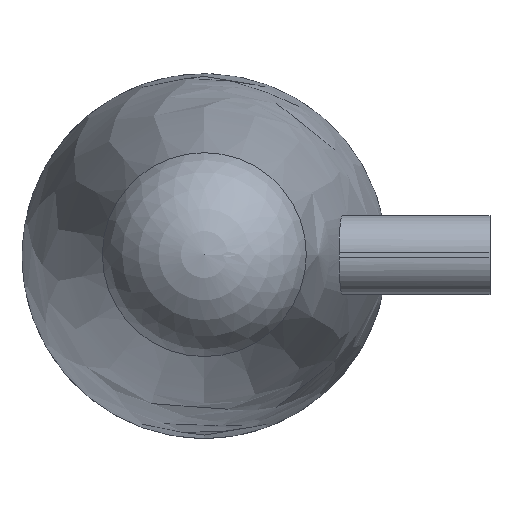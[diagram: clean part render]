
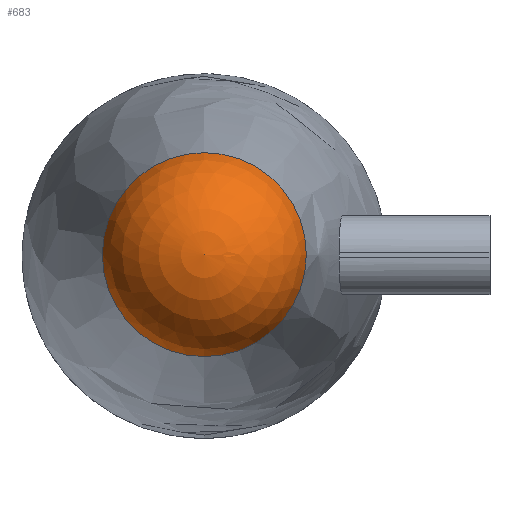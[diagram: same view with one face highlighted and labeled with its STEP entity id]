
A CAD part, top view. The second image highlights one B-rep face of the part: STEP entity #683.
In plain terms, the highlighted spherical face has radius 20 mm.
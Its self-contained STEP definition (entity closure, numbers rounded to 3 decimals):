
#213 = VERTEX_POINT('',#214);
#214 = CARTESIAN_POINT('',(-19.576,0.,
    149.094));
#221 = EDGE_CURVE('',#213,#213,#222,.T.);
#222 = CIRCLE('',#223,19.576);
#223 = AXIS2_PLACEMENT_3D('',#224,#225,#226);
#224 = CARTESIAN_POINT('',(0.,0.,149.094));
#225 = DIRECTION('',(0.,0.,1.));
#226 = DIRECTION('',(-1.,0.,0.));
#683 = ADVANCED_FACE('',(#684),#697,.T.);
#684 = FACE_BOUND('',#685,.F.);
#685 = EDGE_LOOP('',(#686,#695,#696));
#686 = ORIENTED_EDGE('',*,*,#687,.T.);
#687 = EDGE_CURVE('',#688,#213,#690,.T.);
#688 = VERTEX_POINT('',#689);
#689 = CARTESIAN_POINT('',(0.,0.,165.));
#690 = CIRCLE('',#691,20.);
#691 = AXIS2_PLACEMENT_3D('',#692,#693,#694);
#692 = CARTESIAN_POINT('',(0.,0.,145.));
#693 = DIRECTION('',(0.,-1.,0.));
#694 = DIRECTION('',(1.,0.,0.));
#695 = ORIENTED_EDGE('',*,*,#221,.F.);
#696 = ORIENTED_EDGE('',*,*,#687,.F.);
#697 = SPHERICAL_SURFACE('',#698,20.);
#698 = AXIS2_PLACEMENT_3D('',#699,#700,#701);
#699 = CARTESIAN_POINT('',(0.,0.,145.));
#700 = DIRECTION('',(0.,0.,-1.));
#701 = DIRECTION('',(-1.,0.,0.));
